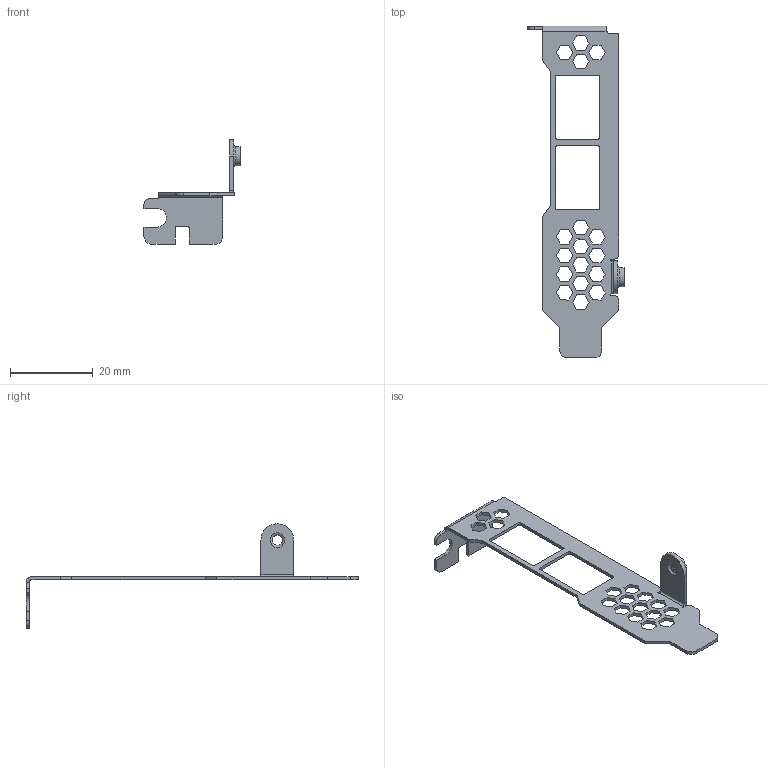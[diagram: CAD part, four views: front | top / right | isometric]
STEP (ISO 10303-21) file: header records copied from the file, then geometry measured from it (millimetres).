
FILE_DESCRIPTION(/* description */ (''),/* implementation_level */ '2;1');
FILE_NAME(/* name */ '半高挡板 v3.step',/* time_stamp */ '2020-04-13T18:27:50+08:00',/* author */ (''),/* organization */ (''),/* preprocessor_version */ 'ST-DEVELOPER v18',/* originating_system */ 'Autodesk Translation Framework v8.12.0.6',/* authorisation */ '');
FILE_SCHEMA (('AUTOMOTIVE_DESIGN { 1 0 10303 214 3 1 1 }'));
Length unit declared in the file: millimetre
Products named in the file (1): 半高挡板 v3
Bounding box: 23.16 x 80.09 x 25.18 mm (x, y, z)
Volume: 896.7 mm3; surface area: 2671.6 mm2
Topology: 1 solids, 1 shells, 190 faces, 568 edges, 381 vertices
Faces by surface type: plane 148, cylinder 36, bspline 4, torus 2
Full cylindrical faces by diameter (mm): 2.529 x3, 3.086 x3, 4.6 x1
Entity records: 9251 total; most frequent: CARTESIAN_POINT 4030, ORIENTED_EDGE 1136, DIRECTION 970, EDGE_CURVE 568, LINE 458, VECTOR 458, VERTEX_POINT 381, AXIS2_PLACEMENT_3D 256
